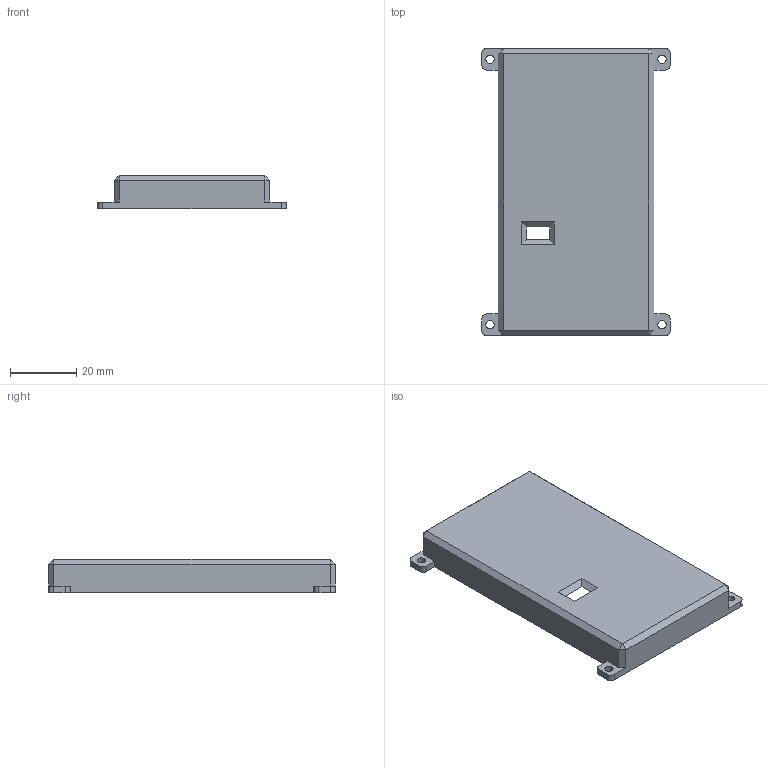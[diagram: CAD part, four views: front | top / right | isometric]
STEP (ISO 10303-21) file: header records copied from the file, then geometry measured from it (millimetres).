
FILE_DESCRIPTION (( 'STEP AP203' ), '1' );
FILE_NAME ('PCB盓殤.STEP', '2024-03-11T13:39:02', ( '' ), ( '' ), 'SwSTEP 2.0', 'SolidWorks 2023', '' );
FILE_SCHEMA (( 'CONFIG_CONTROL_DESIGN' ));
Length unit declared in the file: millimetre
Products named in the file (1): PCB支架
Bounding box: 57.11 x 86.89 x 10.1 mm (x, y, z)
Volume: 10622.8 mm3; surface area: 13218.5 mm2
Topology: 1 solids, 1 shells, 86 faces, 228 edges, 148 vertices
Faces by surface type: plane 58, cylinder 28
Entity records: 2753 total; most frequent: CARTESIAN_POINT 463, DIRECTION 458, ORIENTED_EDGE 456, EDGE_CURVE 228, LINE 172, VECTOR 172, VERTEX_POINT 148, AXIS2_PLACEMENT_3D 143
